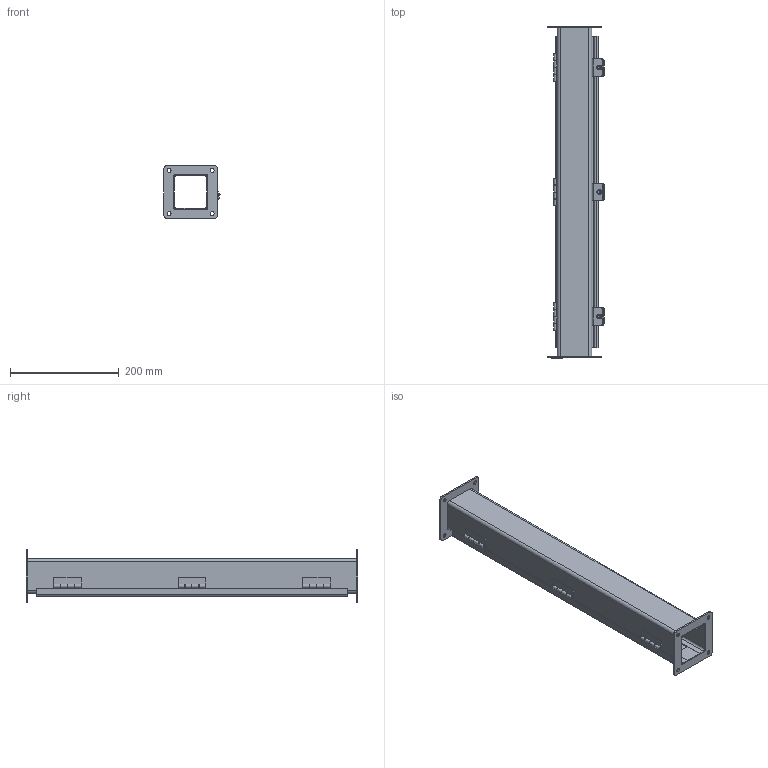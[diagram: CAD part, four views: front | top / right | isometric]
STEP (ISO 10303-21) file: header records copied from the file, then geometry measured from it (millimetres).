
FILE_DESCRIPTION(/* description */ ('JW, BTB, CRS, 24X2.5X2.5'),/* implementation_level */ '2;1');
FILE_NAME(/* name */ 'JW22.iam.stp',/* time_stamp */ '2014-09-17T09:12:45-06:00',/* author */ ('tkorenak'),/* organization */ (''),/* preprocessor_version */ 'ST-DEVELOPER v15.2',/* originating_system */ 'Autodesk Inventor 2014',/* authorisation */ '');
FILE_SCHEMA (('AUTOMOTIVE_DESIGN { 1 0 10303 214 3 1 1 }'));
Length unit declared in the file: inch
Products named in the file (13): JW22_BTB; JW2_RING; JW22_LID; JW2_SPC; JW22_GASKET; H6050139T; H6050139L; H6050139P; H6050139; 372134; C1001; C1002; JW22
Bounding box: 103.55 x 609.6 x 98.42 mm (x, y, z)
Volume: 459810.8 mm3; surface area: 473384 mm2
Topology: 25 solids, 25 shells, 386 faces, 937 edges, 604 vertices
Faces by surface type: plane 261, cylinder 113, cone 6, sphere 6
Full cylindrical faces by diameter (mm): 3.048 x3, 3.302 x12, 4.978 x3, 6.35 x3, 7.144 x8, 8.738 x3, 10.402 x3
Entity records: 5769 total; most frequent: DIRECTION 992, CARTESIAN_POINT 925, ORIENTED_EDGE 852, EDGE_CURVE 426, AXIS2_PLACEMENT_3D 341, LINE 310, VECTOR 310, VERTEX_POINT 274
